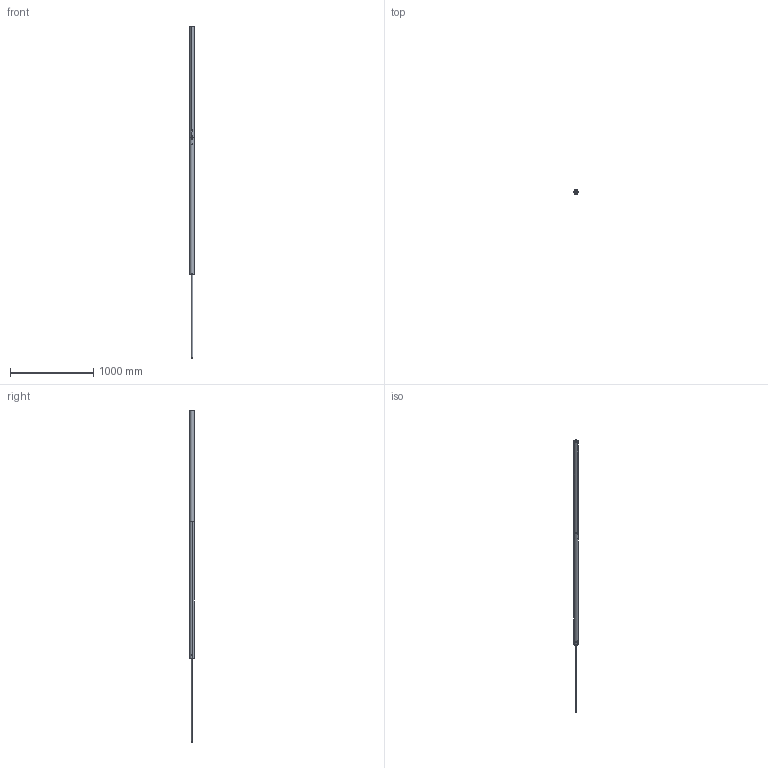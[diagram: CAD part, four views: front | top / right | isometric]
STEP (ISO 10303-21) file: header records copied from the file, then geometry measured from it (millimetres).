
FILE_DESCRIPTION (( 'STEP AP214' ), '1' );
FILE_NAME ('5408854_KSTP1.stp', '2018-08-31T11:51:05', ( '' ), ( '' ), 'SwSTEP 2.0', 'SolidWorks 2016', '' );
FILE_SCHEMA (( 'AUTOMOTIVE_DESIGN' ));
Length unit declared in the file: millimetre
Products named in the file (1): 5408854_KSTP1
Bounding box: 50 x 50 x 4000 mm (x, y, z)
Volume: 2189556.2 mm3; surface area: 928871.6 mm2
Topology: 4 solids, 4 shells, 86 faces, 220 edges, 142 vertices
Faces by surface type: cylinder 36, cone 28, plane 12, bspline 10
Entity records: 8335 total; most frequent: CARTESIAN_POINT 6088, ORIENTED_EDGE 440, DIRECTION 410, EDGE_CURVE 220, AXIS2_PLACEMENT_3D 166, VERTEX_POINT 142, EDGE_LOOP 106, CIRCLE 89
